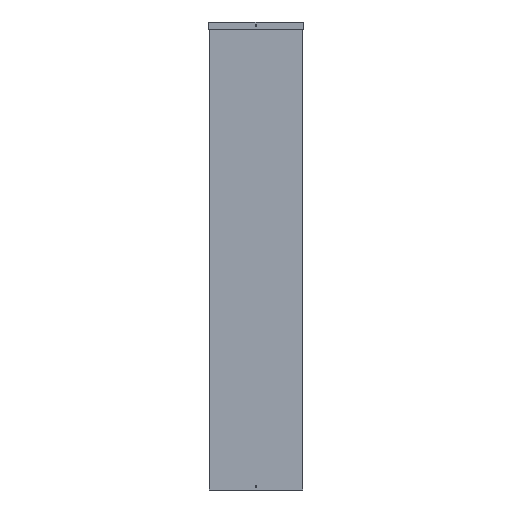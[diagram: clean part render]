
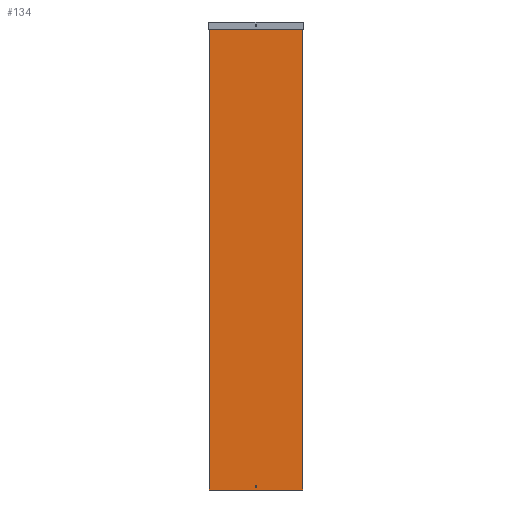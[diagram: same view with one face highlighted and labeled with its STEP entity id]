
A CAD part, front view. The second image highlights one B-rep face of the part: STEP entity #134.
In plain terms, the highlighted planar face has unit normal (0, -1, 0).
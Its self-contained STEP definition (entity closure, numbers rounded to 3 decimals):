
#17 = DIRECTION ( 'NONE',  ( 0., 0., 1. ) ) ;
#50 = CARTESIAN_POINT ( 'NONE',  ( -200., 0., 1969. ) ) ;
#64 = DIRECTION ( 'NONE',  ( 0., 1., 0. ) ) ;
#113 = PLANE ( 'NONE',  #256 ) ;
#134 = ADVANCED_FACE ( 'NONE', ( #520, #524 ), #113, .F. ) ;
#193 = AXIS2_PLACEMENT_3D ( 'NONE', #734, #730, #728 ) ;
#256 = AXIS2_PLACEMENT_3D ( 'NONE', #50, #64, #17 ) ;
#267 = EDGE_CURVE ( 'NONE', #517, #516, #591, .T. ) ;
#330 = EDGE_CURVE ( 'NONE', #1101, #1067, #844, .T. ) ;
#342 = EDGE_CURVE ( 'NONE', #916, #916, #879, .T. ) ;
#343 = EDGE_CURVE ( 'NONE', #1101, #517, #882, .T. ) ;
#344 = EDGE_CURVE ( 'NONE', #1067, #516, #881, .T. ) ;
#479 = ORIENTED_EDGE ( 'NONE', *, *, #330, .T. ) ;
#505 = ORIENTED_EDGE ( 'NONE', *, *, #342, .F. ) ;
#516 = VERTEX_POINT ( 'NONE', #721 ) ;
#517 = VERTEX_POINT ( 'NONE', #720 ) ;
#520 = FACE_BOUND ( 'NONE', #933, .T. ) ;
#524 = FACE_OUTER_BOUND ( 'NONE', #930, .T. ) ;
#591 = LINE ( 'NONE', #1222, #601 ) ;
#601 = VECTOR ( 'NONE', #1203, 1000. ) ;
#653 = CARTESIAN_POINT ( 'NONE',  ( 0., 0., 18.5 ) ) ;
#675 = CARTESIAN_POINT ( 'NONE',  ( -200., 0., 1968. ) ) ;
#702 = DIRECTION ( 'NONE',  ( 1., 0., 0. ) ) ;
#710 = CARTESIAN_POINT ( 'NONE',  ( -200., 0., 0. ) ) ;
#718 = DIRECTION ( 'NONE',  ( 1., 0., 0. ) ) ;
#720 = CARTESIAN_POINT ( 'NONE',  ( 200., 0., 1968. ) ) ;
#721 = CARTESIAN_POINT ( 'NONE',  ( 200., 0., 0. ) ) ;
#728 = DIRECTION ( 'NONE',  ( 0., 0., 1. ) ) ;
#730 = DIRECTION ( 'NONE',  ( 0., -1., 0. ) ) ;
#734 = CARTESIAN_POINT ( 'NONE',  ( 0., 0., 15. ) ) ;
#759 = CARTESIAN_POINT ( 'NONE',  ( -200., 0., 0. ) ) ;
#844 = LINE ( 'NONE', #1156, #858 ) ;
#858 = VECTOR ( 'NONE', #1141, 1000. ) ;
#879 = CIRCLE ( 'NONE', #193, 3.5 ) ;
#881 = LINE ( 'NONE', #759, #883 ) ;
#882 = LINE ( 'NONE', #1117, #884 ) ;
#883 = VECTOR ( 'NONE', #702, 1000. ) ;
#884 = VECTOR ( 'NONE', #718, 1000. ) ;
#916 = VERTEX_POINT ( 'NONE', #653 ) ;
#930 = EDGE_LOOP ( 'NONE', ( #997, #1000, #479, #970 ) ) ;
#933 = EDGE_LOOP ( 'NONE', ( #505 ) ) ;
#970 = ORIENTED_EDGE ( 'NONE', *, *, #344, .T. ) ;
#997 = ORIENTED_EDGE ( 'NONE', *, *, #267, .F. ) ;
#1000 = ORIENTED_EDGE ( 'NONE', *, *, #343, .F. ) ;
#1067 = VERTEX_POINT ( 'NONE', #710 ) ;
#1101 = VERTEX_POINT ( 'NONE', #675 ) ;
#1117 = CARTESIAN_POINT ( 'NONE',  ( -200., 0., 1968. ) ) ;
#1141 = DIRECTION ( 'NONE',  ( 0., 0., -1. ) ) ;
#1156 = CARTESIAN_POINT ( 'NONE',  ( -200., 0., 1969. ) ) ;
#1203 = DIRECTION ( 'NONE',  ( 0., 0., -1. ) ) ;
#1222 = CARTESIAN_POINT ( 'NONE',  ( 200., 0., 1969. ) ) ;
